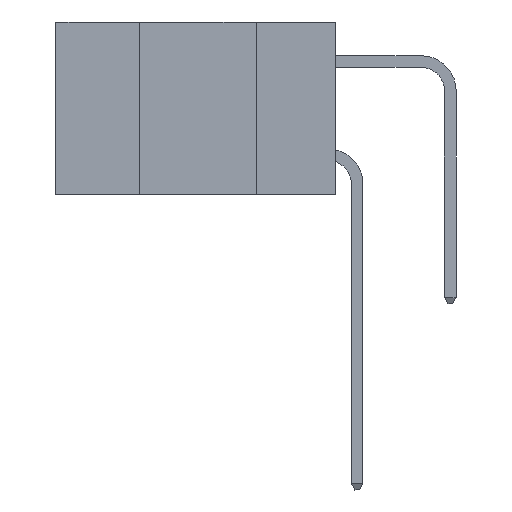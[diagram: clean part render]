
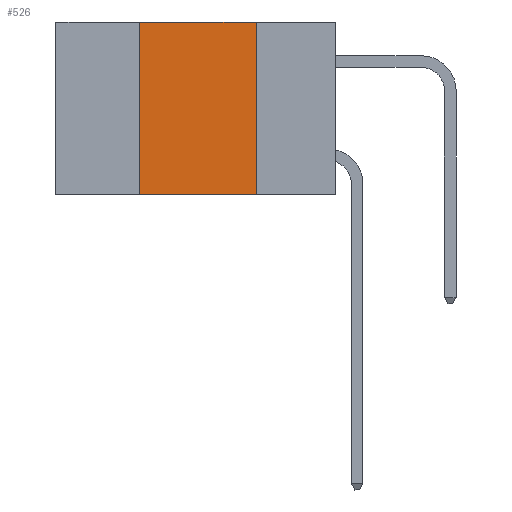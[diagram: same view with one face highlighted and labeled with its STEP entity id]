
A CAD part, left-side view. The second image highlights one B-rep face of the part: STEP entity #526.
In plain terms, the highlighted planar face has unit normal (-1, 0, 0).
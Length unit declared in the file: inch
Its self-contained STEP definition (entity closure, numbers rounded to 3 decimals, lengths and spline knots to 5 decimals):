
#526 = ADVANCED_FACE ( 'NONE', ( #7463 ), #4084, .F. ) ;
#1022 = VECTOR ( 'NONE', #6048, 39.37008 ) ;
#3296 = CARTESIAN_POINT ( 'NONE',  ( 0., 0.42, 0. ) ) ;
#3464 = VERTEX_POINT ( 'NONE', #24486 ) ;
#3543 = CARTESIAN_POINT ( 'NONE',  ( 0., 0.6, 0. ) ) ;
#3565 = VECTOR ( 'NONE', #24901, 39.37008 ) ;
#3870 = VERTEX_POINT ( 'NONE', #3296 ) ;
#4084 = PLANE ( 'NONE',  #15478 ) ;
#5196 = DIRECTION ( 'NONE',  ( 0., -1., 0. ) ) ;
#6048 = DIRECTION ( 'NONE',  ( 0., 0., -1. ) ) ;
#7279 = CARTESIAN_POINT ( 'NONE',  ( 0., 0.42, -0.37 ) ) ;
#7463 = FACE_OUTER_BOUND ( 'NONE', #26889, .T. ) ;
#8627 = LINE ( 'NONE', #8849, #3565 ) ;
#8646 = VECTOR ( 'NONE', #5196, 39.37008 ) ;
#8849 = CARTESIAN_POINT ( 'NONE',  ( 0., 0.42, 0. ) ) ;
#9045 = ORIENTED_EDGE ( 'NONE', *, *, #19940, .T. ) ;
#11671 = EDGE_CURVE ( 'NONE', #21038, #3870, #8627, .T. ) ;
#12054 = CARTESIAN_POINT ( 'NONE',  ( 0., 0.17, -0.37 ) ) ;
#12119 = ORIENTED_EDGE ( 'NONE', *, *, #11671, .F. ) ;
#12149 = EDGE_CURVE ( 'NONE', #3464, #21869, #27027, .T. ) ;
#15478 = AXIS2_PLACEMENT_3D ( 'NONE', #3543, #27176, #18925 ) ;
#15945 = LINE ( 'NONE', #17336, #19830 ) ;
#16355 = LINE ( 'NONE', #20872, #8646 ) ;
#17336 = CARTESIAN_POINT ( 'NONE',  ( 0., 0.6, -0.37 ) ) ;
#18925 = DIRECTION ( 'NONE',  ( 0., 0., -1. ) ) ;
#19705 = DIRECTION ( 'NONE',  ( 0., -1., 0. ) ) ;
#19830 = VECTOR ( 'NONE', #19705, 39.37008 ) ;
#19940 = EDGE_CURVE ( 'NONE', #21038, #21869, #15945, .T. ) ;
#20872 = CARTESIAN_POINT ( 'NONE',  ( 0., 0.6, 0. ) ) ;
#21038 = VERTEX_POINT ( 'NONE', #7279 ) ;
#21869 = VERTEX_POINT ( 'NONE', #12054 ) ;
#24205 = CARTESIAN_POINT ( 'NONE',  ( 0., 0.17, 0. ) ) ;
#24337 = EDGE_CURVE ( 'NONE', #3870, #3464, #16355, .T. ) ;
#24486 = CARTESIAN_POINT ( 'NONE',  ( 0., 0.17, 0. ) ) ;
#24901 = DIRECTION ( 'NONE',  ( 0., 0., 1. ) ) ;
#25916 = ORIENTED_EDGE ( 'NONE', *, *, #12149, .F. ) ;
#26381 = ORIENTED_EDGE ( 'NONE', *, *, #24337, .F. ) ;
#26889 = EDGE_LOOP ( 'NONE', ( #25916, #26381, #12119, #9045 ) ) ;
#27027 = LINE ( 'NONE', #24205, #1022 ) ;
#27176 = DIRECTION ( 'NONE',  ( 1., 0., 0. ) ) ;
